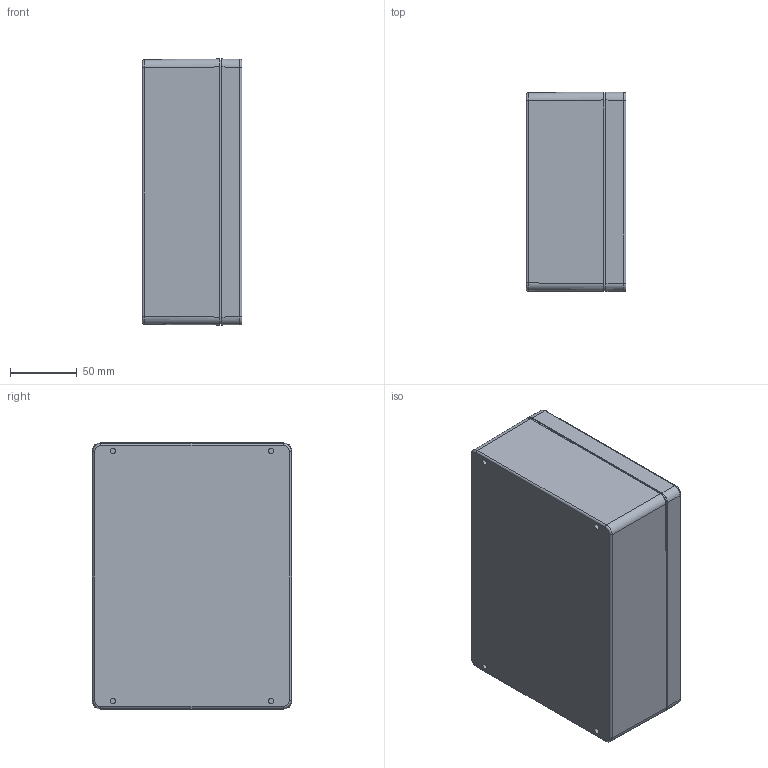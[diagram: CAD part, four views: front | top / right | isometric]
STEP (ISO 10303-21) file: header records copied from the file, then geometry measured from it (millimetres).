
FILE_DESCRIPTION(/* description */ ('ABS-Gehäuse'),/* implementation_level */ '2;1');
FILE_NAME(/* name */ '02201508045-RST.stp',/* time_stamp */ '2021-09-02T13:27:11+02:00',/* author */ ('sl'),/* organization */ (''),/* preprocessor_version */ 'ST-DEVELOPER v16.5',/* originating_system */ 'Autodesk Inventor 2017',/* authorisation */ '');
FILE_SCHEMA (('AUTOMOTIVE_DESIGN { 1 0 10303 214 3 1 1 }'));
Length unit declared in the file: millimetre
Products named in the file (4): 01_201508_000; M-T 223 OT_1003640_3D; UT-ABS-Gehäuse-23-BG-0001-01_201508_000; SHR Z M4x24x10 ÄHNL_DIN EN ISO 7045 OG_3Dsym
Assembly tree (6 placements, depth 2):
  01_201508_000
    M-T 223 OT_1003640_3D
    UT-ABS-Gehäuse-23-BG-0001-01_201508_000
    SHR Z M4x24x10 ÄHNL_DIN EN ISO 7045 OG_3Dsym  x4
Bounding box: 75 x 150 x 200 mm (x, y, z)
Volume: 373633.4 mm3; surface area: 233018.2 mm2
Topology: 6 solids, 6 shells, 443 faces, 1023 edges, 637 vertices
Faces by surface type: plane 157, cylinder 147, torus 75, cone 52, bspline 12
Full cylindrical faces by diameter (mm): 2 x3, 2.87 x4, 4 x12, 4.2 x8, 5 x4, 7 x4, 7.2 x4, 9 x4
Entity records: 10295 total; most frequent: CARTESIAN_POINT 2084, DIRECTION 1882, ORIENTED_EDGE 1466, AXIS2_PLACEMENT_3D 793, EDGE_CURVE 733, VERTEX_POINT 496, EDGE_LOOP 491, CIRCLE 393
